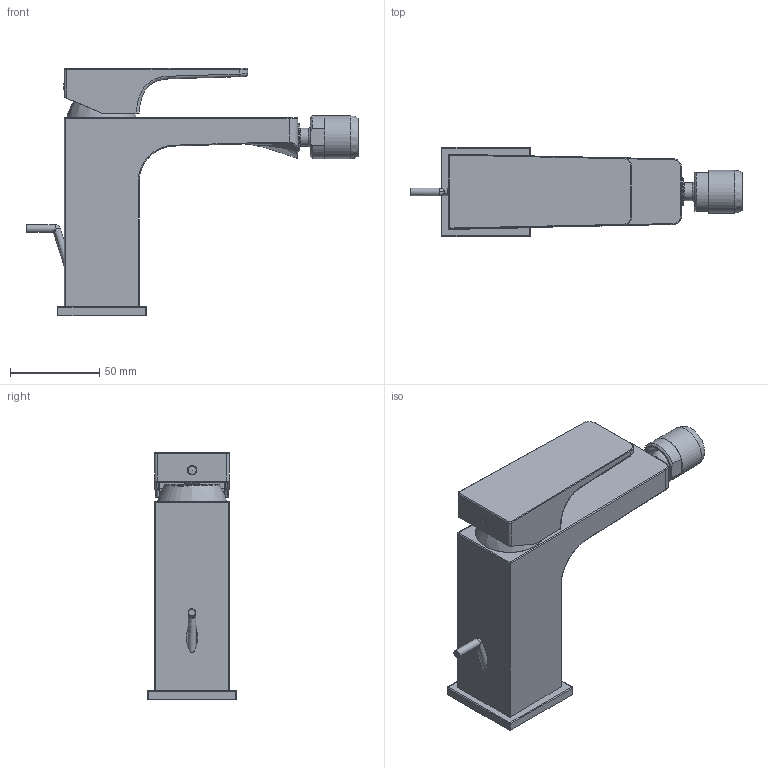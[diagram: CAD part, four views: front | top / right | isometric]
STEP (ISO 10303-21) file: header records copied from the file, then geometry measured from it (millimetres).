
FILE_DESCRIPTION(/* description */ (''),/* implementation_level */ '2;1');
FILE_NAME(/* name */ '3D_TVB125001000_ArchitecturaSquare.step',/* time_stamp */ '2023-01-12T11:39:07+01:00',/* author */ (''),/* organization */ (''),/* preprocessor_version */ 'ST-DEVELOPER v19.2',/* originating_system */ 'Autodesk Translation Framework v11.17.0.187',/* authorisation */ '');
FILE_SCHEMA (('AUTOMOTIVE_DESIGN { 1 0 10303 214 3 1 1 }'));
Length unit declared in the file: millimetre
Products named in the file (14): (Nicht gespeichert); 8ZG16363; 80P35VEK2; 81T49144G; R01010_ASM; R01010-R01; M22011CRNP0_ASM; 81M22011; M22011-R01; 8DZ16440; NG16494_ASM; 8NG16494; Komponente12; Komponente13
Assembly tree (13 placements, depth 3):
  (Nicht gespeichert)
    8ZG16363
    80P35VEK2
    81T49144G
    R01010_ASM
      R01010-R01
    M22011CRNP0_ASM
      81M22011
      M22011-R01
    8DZ16440
    NG16494_ASM
      8NG16494
    Komponente12
    Komponente13
Bounding box: 186.21 x 50 x 138.6 mm (x, y, z)
Volume: 279752.9 mm3; surface area: 65678.8 mm2
Topology: 10 solids, 10 shells, 332 faces, 854 edges, 541 vertices
Faces by surface type: plane 176, cylinder 82, cone 26, bspline 22, torus 15, sphere 11
Full cylindrical faces by diameter (mm): 4 x1, 4.3 x1, 5.1 x1, 5.2 x1, 6 x1, 8 x1, 10 x1, 15 x1, 16 x2, 17.5 x1, 18.5 x2, 18.6 x1, 18.8 x1, 19.689 x1, 19.97 x2, 20.1 x1, 20.5 x1, 20.88 x1, 21.1 x1, 22 x1, 24 x1, 30 x1, 30.8 x1, 36.8 x1
Entity records: 14686 total; most frequent: CARTESIAN_POINT 6087, DIRECTION 1806, ORIENTED_EDGE 1704, EDGE_CURVE 852, AXIS2_PLACEMENT_3D 671, VERTEX_POINT 541, LINE 464, VECTOR 464
